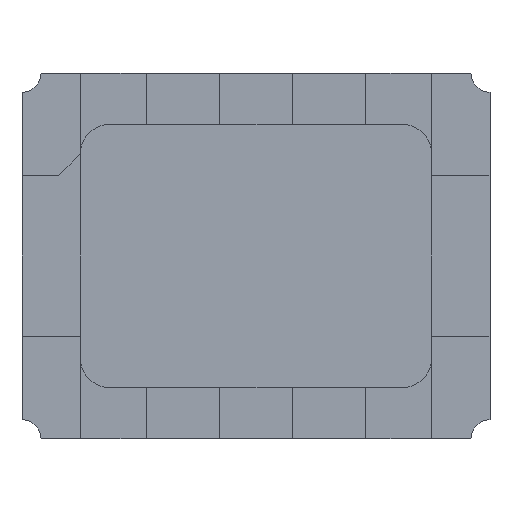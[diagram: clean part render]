
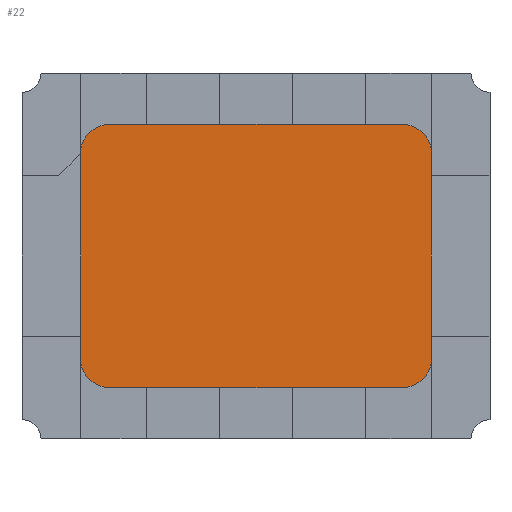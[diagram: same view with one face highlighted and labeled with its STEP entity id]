
A CAD part, front view. The second image highlights one B-rep face of the part: STEP entity #22.
In plain terms, the highlighted planar face has unit normal (0, -1, 0).
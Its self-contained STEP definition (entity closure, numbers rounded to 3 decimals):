
#22 = ADVANCED_FACE ( 'NONE', ( #61 ), #5645, .T. ) ;
#40 = AXIS2_PLACEMENT_3D ( 'NONE', #6106, #6116, #6117 ) ;
#53 = AXIS2_PLACEMENT_3D ( 'NONE', #5646, #5647, #5648 ) ;
#61 = FACE_OUTER_BOUND ( 'NONE', #8105, .T. ) ;
#138 = EDGE_CURVE ( 'NONE', #3939, #3933, #3771, .T. ) ;
#149 = EDGE_CURVE ( 'NONE', #4148, #3939, #6149, .T. ) ;
#163 = EDGE_CURVE ( 'NONE', #4105, #3955, #3772, .T. ) ;
#173 = EDGE_CURVE ( 'NONE', #3955, #4229, #6221, .T. ) ;
#179 = EDGE_CURVE ( 'NONE', #4229, #4390, #3775, .T. ) ;
#181 = EDGE_CURVE ( 'NONE', #3933, #4105, #6245, .T. ) ;
#187 = EDGE_CURVE ( 'NONE', #4390, #4081, #6263, .T. ) ;
#188 = EDGE_CURVE ( 'NONE', #4081, #4148, #3777, .T. ) ;
#529 = VECTOR ( 'NONE', #6151, 1000. ) ;
#534 = AXIS2_PLACEMENT_3D ( 'NONE', #6130, #6191, #6192 ) ;
#543 = AXIS2_PLACEMENT_3D ( 'NONE', #6238, #6239, #6240 ) ;
#554 = VECTOR ( 'NONE', #6223, 1000. ) ;
#562 = VECTOR ( 'NONE', #6247, 1000. ) ;
#563 = AXIS2_PLACEMENT_3D ( 'NONE', #6250, #6266, #6267 ) ;
#569 = VECTOR ( 'NONE', #6265, 1000. ) ;
#2589 = CARTESIAN_POINT ( 'NONE',  ( 1., -0.451, 0.9 ) ) ;
#2592 = CARTESIAN_POINT ( 'NONE',  ( 1.2, -0.451, 0.7 ) ) ;
#2602 = CARTESIAN_POINT ( 'NONE',  ( -1.2, -0.451, 0.7 ) ) ;
#2655 = CARTESIAN_POINT ( 'NONE',  ( 1., -0.451, -0.9 ) ) ;
#2677 = CARTESIAN_POINT ( 'NONE',  ( -1., -0.451, 0.9 ) ) ;
#2716 = CARTESIAN_POINT ( 'NONE',  ( 1.2, -0.451, -0.7 ) ) ;
#3132 = CARTESIAN_POINT ( 'NONE',  ( -1.2, -0.451, -0.7 ) ) ;
#3208 = CARTESIAN_POINT ( 'NONE',  ( -1., -0.451, -0.9 ) ) ;
#3771 = CIRCLE ( 'NONE', #40, 0.2 ) ;
#3772 = CIRCLE ( 'NONE', #534, 0.2 ) ;
#3775 = CIRCLE ( 'NONE', #543, 0.2 ) ;
#3777 = CIRCLE ( 'NONE', #563, 0.2 ) ;
#3933 = VERTEX_POINT ( 'NONE', #2589 ) ;
#3939 = VERTEX_POINT ( 'NONE', #2592 ) ;
#3955 = VERTEX_POINT ( 'NONE', #2602 ) ;
#4081 = VERTEX_POINT ( 'NONE', #2655 ) ;
#4105 = VERTEX_POINT ( 'NONE', #2677 ) ;
#4148 = VERTEX_POINT ( 'NONE', #2716 ) ;
#4229 = VERTEX_POINT ( 'NONE', #3132 ) ;
#4390 = VERTEX_POINT ( 'NONE', #3208 ) ;
#4930 = ORIENTED_EDGE ( 'NONE', *, *, #149, .T. ) ;
#4937 = ORIENTED_EDGE ( 'NONE', *, *, #188, .T. ) ;
#4939 = ORIENTED_EDGE ( 'NONE', *, *, #163, .T. ) ;
#4940 = ORIENTED_EDGE ( 'NONE', *, *, #179, .T. ) ;
#4943 = ORIENTED_EDGE ( 'NONE', *, *, #138, .T. ) ;
#4946 = ORIENTED_EDGE ( 'NONE', *, *, #173, .T. ) ;
#4985 = ORIENTED_EDGE ( 'NONE', *, *, #181, .T. ) ;
#5003 = ORIENTED_EDGE ( 'NONE', *, *, #187, .T. ) ;
#5645 = PLANE ( 'NONE',  #53 ) ;
#5646 = CARTESIAN_POINT ( 'NONE',  ( 1., -0.451, 0.7 ) ) ;
#5647 = DIRECTION ( 'NONE',  ( 0., -1., 0. ) ) ;
#5648 = DIRECTION ( 'NONE',  ( 0., 0., -1. ) ) ;
#6106 = CARTESIAN_POINT ( 'NONE',  ( 1., -0.451, 0.7 ) ) ;
#6116 = DIRECTION ( 'NONE',  ( 0., -1., 0. ) ) ;
#6117 = DIRECTION ( 'NONE',  ( 0., 0., -1. ) ) ;
#6130 = CARTESIAN_POINT ( 'NONE',  ( -1., -0.451, 0.7 ) ) ;
#6149 = LINE ( 'NONE', #6150, #529 ) ;
#6150 = CARTESIAN_POINT ( 'NONE',  ( 1.2, -0.451, 0.7 ) ) ;
#6151 = DIRECTION ( 'NONE',  ( 0., 0., 1. ) ) ;
#6191 = DIRECTION ( 'NONE',  ( 0., -1., 0. ) ) ;
#6192 = DIRECTION ( 'NONE',  ( 0., 0., -1. ) ) ;
#6221 = LINE ( 'NONE', #6222, #554 ) ;
#6222 = CARTESIAN_POINT ( 'NONE',  ( -1.2, -0.451, 0.7 ) ) ;
#6223 = DIRECTION ( 'NONE',  ( 0., 0., -1. ) ) ;
#6238 = CARTESIAN_POINT ( 'NONE',  ( -1., -0.451, -0.7 ) ) ;
#6239 = DIRECTION ( 'NONE',  ( 0., -1., 0. ) ) ;
#6240 = DIRECTION ( 'NONE',  ( 0., 0., -1. ) ) ;
#6245 = LINE ( 'NONE', #6246, #562 ) ;
#6246 = CARTESIAN_POINT ( 'NONE',  ( -1., -0.451, 0.9 ) ) ;
#6247 = DIRECTION ( 'NONE',  ( -1., 0., 0. ) ) ;
#6250 = CARTESIAN_POINT ( 'NONE',  ( 1., -0.451, -0.7 ) ) ;
#6263 = LINE ( 'NONE', #6264, #569 ) ;
#6264 = CARTESIAN_POINT ( 'NONE',  ( -1., -0.451, -0.9 ) ) ;
#6265 = DIRECTION ( 'NONE',  ( 1., 0., 0. ) ) ;
#6266 = DIRECTION ( 'NONE',  ( 0., -1., 0. ) ) ;
#6267 = DIRECTION ( 'NONE',  ( 0., 0., 1. ) ) ;
#8105 = EDGE_LOOP ( 'NONE', ( #4943, #4985, #4939, #4946, #4940, #5003, #4937, #4930 ) ) ;
